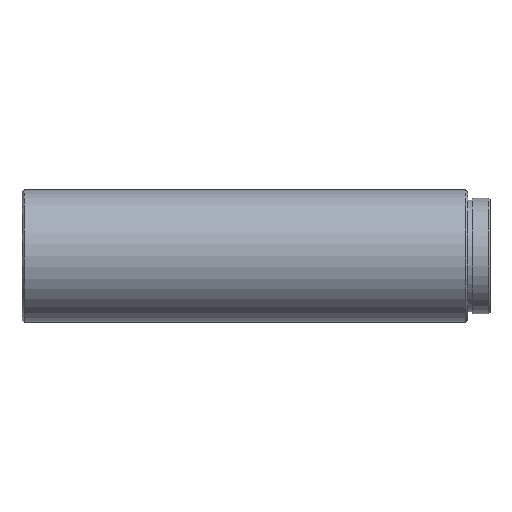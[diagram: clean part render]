
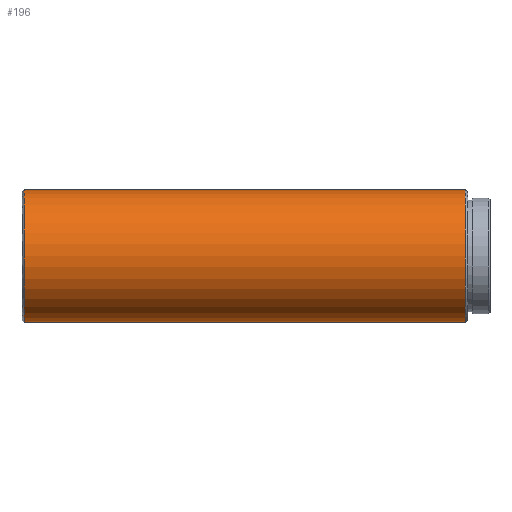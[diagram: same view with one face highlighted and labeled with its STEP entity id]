
A CAD part, top view. The second image highlights one B-rep face of the part: STEP entity #196.
In plain terms, the highlighted cylindrical face has radius 14.9 mm (diameter 29.8 mm), a partial arc.
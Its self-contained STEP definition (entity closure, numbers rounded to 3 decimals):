
#46=FACE_OUTER_BOUND('',#72,.F.);
#72=EDGE_LOOP('',(#127,#128,#129,#130));
#127=ORIENTED_EDGE('',*,*,#320,.T.);
#128=ORIENTED_EDGE('',*,*,#306,.T.);
#129=ORIENTED_EDGE('',*,*,#321,.F.);
#130=ORIENTED_EDGE('',*,*,#301,.T.);
#196=ADVANCED_FACE('',(#46),#218,.T.);
#218=CYLINDRICAL_SURFACE('',#443,14.9);
#233=LINE('',#649,#251);
#234=LINE('',#650,#252);
#251=VECTOR('',#508,99.);
#252=VECTOR('',#509,99.);
#271=CIRCLE('',#408,14.9);
#276=CIRCLE('',#413,14.9);
#301=EDGE_CURVE('',#370,#369,#271,.T.);
#306=EDGE_CURVE('',#364,#363,#276,.T.);
#320=EDGE_CURVE('',#369,#364,#233,.T.);
#321=EDGE_CURVE('',#370,#363,#234,.T.);
#363=VERTEX_POINT('',#614);
#364=VERTEX_POINT('',#615);
#369=VERTEX_POINT('',#620);
#370=VERTEX_POINT('',#621);
#408=AXIS2_PLACEMENT_3D('',#630,#472,#473);
#413=AXIS2_PLACEMENT_3D('',#635,#482,#483);
#443=AXIS2_PLACEMENT_3D('',#683,#560,#561);
#472=DIRECTION('',(1.,0.,0.));
#473=DIRECTION('',(0.,1.,0.));
#482=DIRECTION('',(-1.,0.,0.));
#483=DIRECTION('',(0.,-1.,0.));
#508=DIRECTION('',(-1.,0.,0.));
#509=DIRECTION('',(-1.,0.,0.));
#560=DIRECTION('',(1.,0.,0.));
#561=DIRECTION('',(0.,1.,0.));
#614=CARTESIAN_POINT('',(0.5,14.9,0.));
#615=CARTESIAN_POINT('',(0.5,-14.9,0.));
#620=CARTESIAN_POINT('',(99.5,-14.9,0.));
#621=CARTESIAN_POINT('',(99.5,14.9,0.));
#630=CARTESIAN_POINT('',(99.5,0.,0.));
#635=CARTESIAN_POINT('',(0.5,0.,0.));
#649=CARTESIAN_POINT('',(99.5,-14.9,0.));
#650=CARTESIAN_POINT('',(99.5,14.9,0.));
#683=CARTESIAN_POINT('',(100.,0.,0.));
